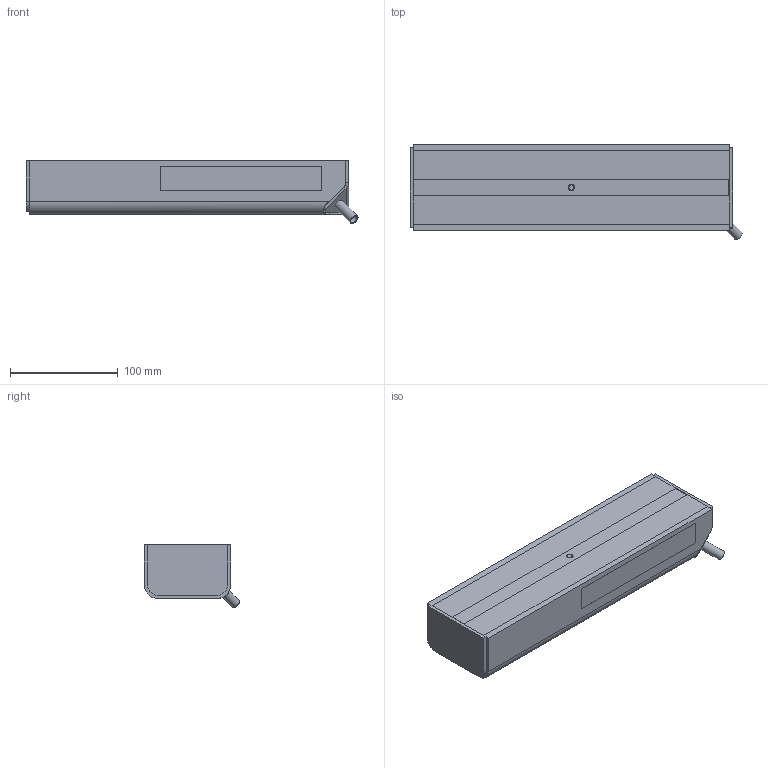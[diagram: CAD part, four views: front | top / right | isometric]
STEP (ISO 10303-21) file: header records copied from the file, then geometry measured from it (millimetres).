
FILE_DESCRIPTION(/* description */ (''),/* implementation_level */ '2;1');
FILE_NAME(/* name */ 'EHKAB03000 - Customer.stp',/* time_stamp */ '2014-03-03T11:45:24+01:00',/* author */ ('bs'),/* organization */ (''),/* preprocessor_version */ 'ST-DEVELOPER v15.2',/* originating_system */ 'Autodesk Inventor 2014',/* authorisation */ '');
FILE_SCHEMA (('AUTOMOTIVE_DESIGN { 1 0 10303 214 3 1 1 }'));
Length unit declared in the file: millimetre
Products named in the file (1): EHKAB03000 - Customer
Bounding box: 308.6 x 88.33 x 58.32 mm (x, y, z)
Volume: 1172605 mm3; surface area: 89576.6 mm2
Topology: 1 solids, 3 shells, 106 faces, 280 edges, 189 vertices
Faces by surface type: plane 71, cylinder 23, bspline 9, cone 2, torus 1
Full cylindrical faces by diameter (mm): 6 x1, 6.6 x1, 6.647 x3, 7.5 x1, 9 x3, 12 x1
Entity records: 4324 total; most frequent: CARTESIAN_POINT 1669, ORIENTED_EDGE 516, DIRECTION 469, EDGE_CURVE 258, VERTEX_POINT 180, LINE 173, VECTOR 173, AXIS2_PLACEMENT_3D 148
